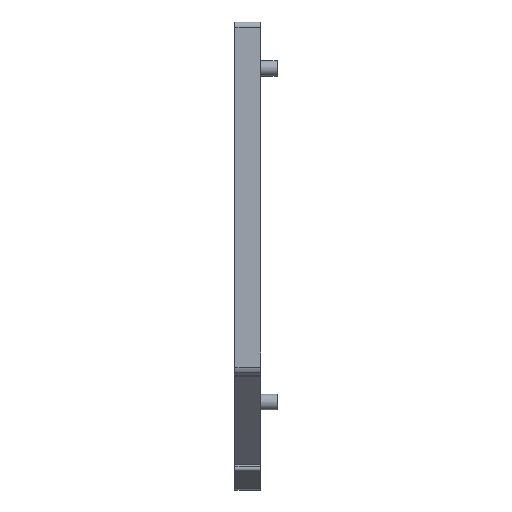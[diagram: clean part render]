
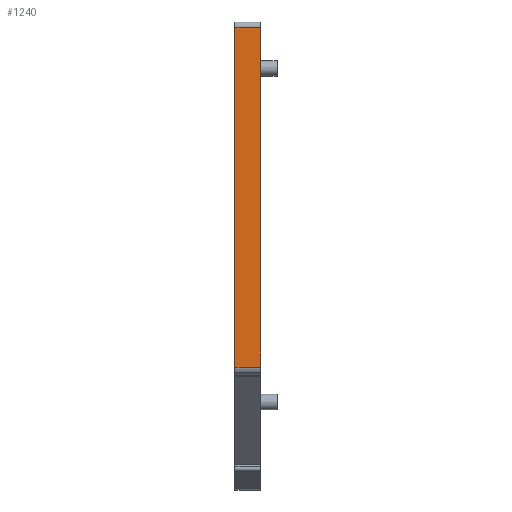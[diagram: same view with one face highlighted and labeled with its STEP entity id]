
A CAD part, top view. The second image highlights one B-rep face of the part: STEP entity #1240.
In plain terms, the highlighted planar face has unit normal (0, 0, 1).
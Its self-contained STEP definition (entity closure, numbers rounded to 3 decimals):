
#1227=AXIS2_PLACEMENT_3D('Plane Axis2P3D',#1224,#1225,#1226) ;
#286=CARTESIAN_POINT('Vertex',(2.5,44.9,36.7)) ;
#289=CARTESIAN_POINT('Line Origine',(2.5,28.391,36.7)) ;
#293=CARTESIAN_POINT('Vertex',(2.5,11.883,36.7)) ;
#804=CARTESIAN_POINT('Vertex',(0.,11.883,36.7)) ;
#807=CARTESIAN_POINT('Line Origine',(0.,28.391,36.7)) ;
#811=CARTESIAN_POINT('Vertex',(0.,44.9,36.7)) ;
#1205=CARTESIAN_POINT('Line Origine',(1.25,44.9,36.7)) ;
#1224=CARTESIAN_POINT('Axis2P3D Location',(0.,44.9,36.7)) ;
#1229=CARTESIAN_POINT('Line Origine',(1.25,11.883,36.7)) ;
#290=DIRECTION('Vector Direction',(0.,-1.,0.)) ;
#808=DIRECTION('Vector Direction',(0.,-1.,0.)) ;
#1206=DIRECTION('Vector Direction',(1.,0.,0.)) ;
#1225=DIRECTION('Axis2P3D Direction',(0.,0.,1.)) ;
#1226=DIRECTION('Axis2P3D XDirection',(0.,-1.,0.)) ;
#1230=DIRECTION('Vector Direction',(1.,0.,0.)) ;
#291=VECTOR('Line Direction',#290,1.) ;
#809=VECTOR('Line Direction',#808,1.) ;
#1207=VECTOR('Line Direction',#1206,1.) ;
#1231=VECTOR('Line Direction',#1230,1.) ;
#1235=ORIENTED_EDGE('',*,*,#1209,.F.) ;
#1236=ORIENTED_EDGE('',*,*,#813,.T.) ;
#1237=ORIENTED_EDGE('',*,*,#1233,.T.) ;
#1238=ORIENTED_EDGE('',*,*,#295,.F.) ;
#1240=ADVANCED_FACE('Hauptk\X2\00F6\X0\rper',(#1239),#1228,.T.) ;
#295=EDGE_CURVE('',#287,#294,#292,.T.) ;
#813=EDGE_CURVE('',#812,#805,#810,.T.) ;
#1209=EDGE_CURVE('',#812,#287,#1208,.T.) ;
#1233=EDGE_CURVE('',#805,#294,#1232,.T.) ;
#1234=EDGE_LOOP('',(#1235,#1236,#1237,#1238)) ;
#1239=FACE_OUTER_BOUND('',#1234,.T.) ;
#292=LINE('Line',#289,#291) ;
#810=LINE('Line',#807,#809) ;
#1208=LINE('Line',#1205,#1207) ;
#1232=LINE('Line',#1229,#1231) ;
#1228=PLANE('',#1227) ;
#287=VERTEX_POINT('',#286) ;
#294=VERTEX_POINT('',#293) ;
#805=VERTEX_POINT('',#804) ;
#812=VERTEX_POINT('',#811) ;
